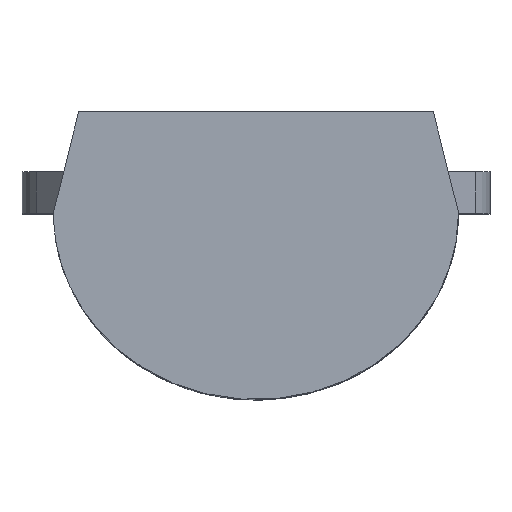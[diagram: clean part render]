
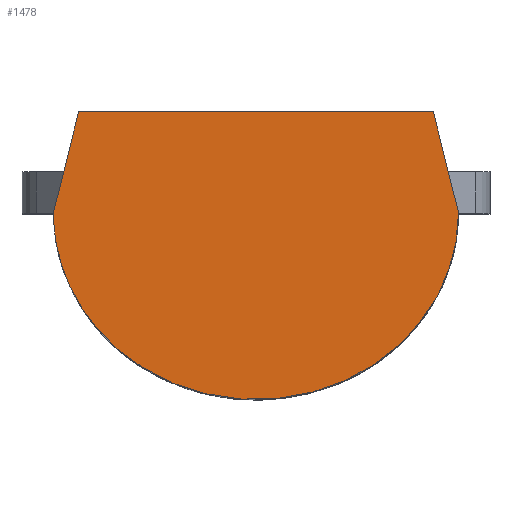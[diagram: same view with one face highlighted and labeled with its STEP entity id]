
A CAD part, top view. The second image highlights one B-rep face of the part: STEP entity #1478.
In plain terms, the highlighted planar face has unit normal (0, 0, 1).
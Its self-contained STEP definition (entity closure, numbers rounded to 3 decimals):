
#29 = DIRECTION ( 'NONE',  ( 0., 0., 1. ) ) ;
#39 = CARTESIAN_POINT ( 'NONE',  ( 2.415, -0.25, 7.37 ) ) ;
#41 = VERTEX_POINT ( 'NONE', #333 ) ;
#91 = CARTESIAN_POINT ( 'NONE',  ( 2.113, 0.95, 7.37 ) ) ;
#119 = LINE ( 'NONE', #1802, #1087 ) ;
#141 = VECTOR ( 'NONE', #952, 1000. ) ;
#226 = CARTESIAN_POINT ( 'NONE',  ( 0., 0., 7.37 ) ) ;
#295 = EDGE_CURVE ( 'NONE', #41, #753, #385, .T. ) ;
#302 = EDGE_CURVE ( 'NONE', #41, #1576, #1057, .T. ) ;
#333 = CARTESIAN_POINT ( 'NONE',  ( 2.415, -0.25, 7.37 ) ) ;
#340 = VECTOR ( 'NONE', #1148, 1000. ) ;
#385 =( BOUNDED_CURVE ( )  B_SPLINE_CURVE ( 3, ( #1500, #1793, #573, #1452 ),
 .UNSPECIFIED., .F., .F. ) 
 B_SPLINE_CURVE_WITH_KNOTS ( ( 4, 4 ),
 ( 0., 0.007 ),
 .UNSPECIFIED. ) 
 CURVE ( )  GEOMETRIC_REPRESENTATION_ITEM ( )  RATIONAL_B_SPLINE_CURVE ( ( 1., 0.333, 0.333, 1. ) ) 
 REPRESENTATION_ITEM ( '' )  );
#573 = CARTESIAN_POINT ( 'NONE',  ( -2.415, -4.71, 7.37 ) ) ;
#626 = ORIENTED_EDGE ( 'NONE', *, *, #302, .T. ) ;
#670 = VERTEX_POINT ( 'NONE', #1237 ) ;
#701 = PLANE ( 'NONE',  #1827 ) ;
#708 = EDGE_LOOP ( 'NONE', ( #1121, #1430, #626, #748 ) ) ;
#748 = ORIENTED_EDGE ( 'NONE', *, *, #1023, .T. ) ;
#753 = VERTEX_POINT ( 'NONE', #1543 ) ;
#952 = DIRECTION ( 'NONE',  ( -0.244, 0.97, 0. ) ) ;
#1023 = EDGE_CURVE ( 'NONE', #1576, #670, #1540, .T. ) ;
#1057 = LINE ( 'NONE', #39, #141 ) ;
#1087 = VECTOR ( 'NONE', #1598, 1000. ) ;
#1121 = ORIENTED_EDGE ( 'NONE', *, *, #1367, .F. ) ;
#1148 = DIRECTION ( 'NONE',  ( -1., 0., 0. ) ) ;
#1237 = CARTESIAN_POINT ( 'NONE',  ( -2.113, 0.95, 7.37 ) ) ;
#1238 = FACE_OUTER_BOUND ( 'NONE', #708, .T. ) ;
#1354 = CARTESIAN_POINT ( 'NONE',  ( 0., 0.95, 7.37 ) ) ;
#1367 = EDGE_CURVE ( 'NONE', #753, #670, #119, .T. ) ;
#1430 = ORIENTED_EDGE ( 'NONE', *, *, #295, .F. ) ;
#1452 = CARTESIAN_POINT ( 'NONE',  ( -2.415, -0.25, 7.37 ) ) ;
#1478 = ADVANCED_FACE ( 'NONE', ( #1238 ), #701, .T. ) ;
#1500 = CARTESIAN_POINT ( 'NONE',  ( 2.415, -0.25, 7.37 ) ) ;
#1540 = LINE ( 'NONE', #1354, #340 ) ;
#1543 = CARTESIAN_POINT ( 'NONE',  ( -2.415, -0.25, 7.37 ) ) ;
#1576 = VERTEX_POINT ( 'NONE', #91 ) ;
#1598 = DIRECTION ( 'NONE',  ( 0.244, 0.97, 0. ) ) ;
#1719 = DIRECTION ( 'NONE',  ( 1., 0., 0. ) ) ;
#1793 = CARTESIAN_POINT ( 'NONE',  ( 2.415, -4.71, 7.37 ) ) ;
#1802 = CARTESIAN_POINT ( 'NONE',  ( -2.113, 0.95, 7.37 ) ) ;
#1827 = AXIS2_PLACEMENT_3D ( 'NONE', #226, #29, #1719 ) ;
